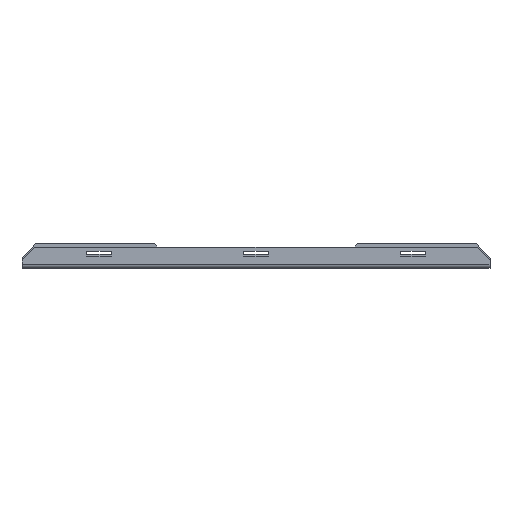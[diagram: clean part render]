
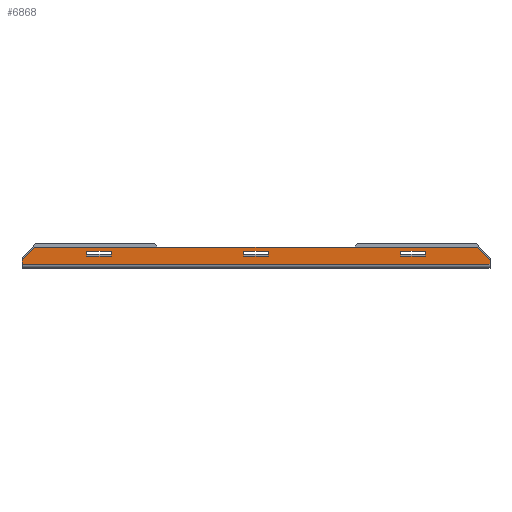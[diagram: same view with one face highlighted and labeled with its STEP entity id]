
A CAD part, front view. The second image highlights one B-rep face of the part: STEP entity #6868.
In plain terms, the highlighted planar face has unit normal (0, -1, 0).
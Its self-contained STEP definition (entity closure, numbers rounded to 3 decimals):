
#32=FACE_BOUND('',#542,.T.);
#33=FACE_BOUND('',#543,.T.);
#34=FACE_BOUND('',#544,.T.);
#202=FACE_OUTER_BOUND('',#541,.T.);
#541=EDGE_LOOP('',(#4723,#4724,#4725,#4726,#4727,#4728));
#542=EDGE_LOOP('',(#4729,#4730,#4731,#4732));
#543=EDGE_LOOP('',(#4733,#4734,#4735,#4736));
#544=EDGE_LOOP('',(#4737,#4738,#4739,#4740));
#991=LINE('',#9230,#1963);
#995=LINE('',#9239,#1967);
#1015=LINE('',#9277,#1987);
#1026=LINE('',#9299,#1998);
#1027=LINE('',#9302,#1999);
#1032=LINE('',#9312,#2004);
#1034=LINE('',#9316,#2006);
#1036=LINE('',#9320,#2008);
#1038=LINE('',#9323,#2010);
#1056=LINE('',#9360,#2028);
#1058=LINE('',#9364,#2030);
#1060=LINE('',#9368,#2032);
#1062=LINE('',#9371,#2034);
#1064=LINE('',#9376,#2036);
#1066=LINE('',#9380,#2038);
#1068=LINE('',#9384,#2040);
#1070=LINE('',#9387,#2042);
#1071=LINE('',#9389,#2043);
#1963=VECTOR('',#7553,10.);
#1967=VECTOR('',#7559,10.);
#1987=VECTOR('',#7583,10.);
#1998=VECTOR('',#7604,10.);
#1999=VECTOR('',#7607,1.939);
#2004=VECTOR('',#7618,10.);
#2006=VECTOR('',#7622,10.);
#2008=VECTOR('',#7626,10.);
#2010=VECTOR('',#7630,10.);
#2028=VECTOR('',#7666,10.);
#2030=VECTOR('',#7670,10.);
#2032=VECTOR('',#7674,10.);
#2034=VECTOR('',#7678,10.);
#2036=VECTOR('',#7682,10.);
#2038=VECTOR('',#7686,10.);
#2040=VECTOR('',#7690,10.);
#2042=VECTOR('',#7694,10.);
#2043=VECTOR('',#7697,10.);
#2933=VERTEX_POINT('',#9228);
#2934=VERTEX_POINT('',#9229);
#2937=VERTEX_POINT('',#9237);
#2938=VERTEX_POINT('',#9238);
#2960=VERTEX_POINT('',#9297);
#2961=VERTEX_POINT('',#9301);
#2962=VERTEX_POINT('',#9309);
#2963=VERTEX_POINT('',#9311);
#2964=VERTEX_POINT('',#9315);
#2965=VERTEX_POINT('',#9319);
#2974=VERTEX_POINT('',#9357);
#2975=VERTEX_POINT('',#9359);
#2976=VERTEX_POINT('',#9363);
#2977=VERTEX_POINT('',#9367);
#2978=VERTEX_POINT('',#9373);
#2979=VERTEX_POINT('',#9375);
#2980=VERTEX_POINT('',#9379);
#2981=VERTEX_POINT('',#9383);
#3583=EDGE_CURVE('',#2933,#2934,#991,.T.);
#3587=EDGE_CURVE('',#2937,#2938,#995,.T.);
#3607=EDGE_CURVE('',#2934,#2937,#1015,.T.);
#3618=EDGE_CURVE('',#2938,#2960,#1026,.T.);
#3619=EDGE_CURVE('',#2961,#2933,#1027,.T.);
#3624=EDGE_CURVE('',#2963,#2962,#1032,.T.);
#3626=EDGE_CURVE('',#2964,#2963,#1034,.T.);
#3628=EDGE_CURVE('',#2965,#2964,#1036,.T.);
#3630=EDGE_CURVE('',#2962,#2965,#1038,.T.);
#3648=EDGE_CURVE('',#2975,#2974,#1056,.T.);
#3650=EDGE_CURVE('',#2976,#2975,#1058,.T.);
#3652=EDGE_CURVE('',#2977,#2976,#1060,.T.);
#3654=EDGE_CURVE('',#2974,#2977,#1062,.T.);
#3656=EDGE_CURVE('',#2979,#2978,#1064,.T.);
#3658=EDGE_CURVE('',#2980,#2979,#1066,.T.);
#3660=EDGE_CURVE('',#2981,#2980,#1068,.T.);
#3662=EDGE_CURVE('',#2978,#2981,#1070,.T.);
#3663=EDGE_CURVE('',#2960,#2961,#1071,.T.);
#4723=ORIENTED_EDGE('',*,*,#3583,.T.);
#4724=ORIENTED_EDGE('',*,*,#3607,.T.);
#4725=ORIENTED_EDGE('',*,*,#3587,.T.);
#4726=ORIENTED_EDGE('',*,*,#3618,.T.);
#4727=ORIENTED_EDGE('',*,*,#3663,.T.);
#4728=ORIENTED_EDGE('',*,*,#3619,.T.);
#4729=ORIENTED_EDGE('',*,*,#3624,.T.);
#4730=ORIENTED_EDGE('',*,*,#3630,.T.);
#4731=ORIENTED_EDGE('',*,*,#3628,.T.);
#4732=ORIENTED_EDGE('',*,*,#3626,.T.);
#4733=ORIENTED_EDGE('',*,*,#3648,.T.);
#4734=ORIENTED_EDGE('',*,*,#3654,.T.);
#4735=ORIENTED_EDGE('',*,*,#3652,.T.);
#4736=ORIENTED_EDGE('',*,*,#3650,.T.);
#4737=ORIENTED_EDGE('',*,*,#3656,.T.);
#4738=ORIENTED_EDGE('',*,*,#3662,.T.);
#4739=ORIENTED_EDGE('',*,*,#3660,.T.);
#4740=ORIENTED_EDGE('',*,*,#3658,.T.);
#6536=PLANE('',#7220);
#6868=ADVANCED_FACE('',(#202,#32,#33,#34),#6536,.F.);
#7220=AXIS2_PLACEMENT_3D('',#9405,#7716,#7717);
#7553=DIRECTION('',(-0.683,0.,0.731));
#7559=DIRECTION('',(-0.683,0.,-0.731));
#7583=DIRECTION('',(-1.,0.,0.));
#7604=DIRECTION('',(0.,0.,-1.));
#7607=DIRECTION('',(0.,0.,1.));
#7618=DIRECTION('',(0.,0.,1.));
#7622=DIRECTION('',(-1.,0.,0.));
#7626=DIRECTION('',(0.,0.,-1.));
#7630=DIRECTION('',(1.,0.,0.));
#7666=DIRECTION('',(0.,0.,1.));
#7670=DIRECTION('',(-1.,0.,0.));
#7674=DIRECTION('',(0.,0.,-1.));
#7678=DIRECTION('',(1.,0.,0.));
#7682=DIRECTION('',(0.,0.,-1.));
#7686=DIRECTION('',(1.,0.,0.));
#7690=DIRECTION('',(0.,0.,1.));
#7694=DIRECTION('',(-1.,0.,0.));
#7697=DIRECTION('',(1.,0.,0.));
#7716=DIRECTION('center_axis',(0.,1.,0.));
#7717=DIRECTION('ref_axis',(1.,0.,0.));
#9228=CARTESIAN_POINT('',(287.25,-4.77,4.441));
#9229=CARTESIAN_POINT('',(279.25,-4.77,13.));
#9230=CARTESIAN_POINT('',(263.513,-4.77,29.836));
#9237=CARTESIAN_POINT('',(6.5,-4.77,13.));
#9238=CARTESIAN_POINT('',(-1.5,-4.77,4.441));
#9239=CARTESIAN_POINT('',(18.237,-4.77,25.557));
#9277=CARTESIAN_POINT('',(-1.5,-4.77,13.));
#9297=CARTESIAN_POINT('',(-1.5,-4.77,2.441));
#9299=CARTESIAN_POINT('',(-1.5,-4.77,2.441));
#9301=CARTESIAN_POINT('',(287.25,-4.77,2.441));
#9302=CARTESIAN_POINT('',(287.25,-4.77,-3.649));
#9309=CARTESIAN_POINT('',(232.25,-4.77,10.441));
#9311=CARTESIAN_POINT('',(232.25,-4.77,7.441));
#9312=CARTESIAN_POINT('',(232.25,-4.77,-21.971));
#9315=CARTESIAN_POINT('',(247.25,-4.77,7.441));
#9316=CARTESIAN_POINT('',(195.063,-4.77,7.441));
#9319=CARTESIAN_POINT('',(247.25,-4.77,10.441));
#9320=CARTESIAN_POINT('',(247.25,-4.77,-20.471));
#9323=CARTESIAN_POINT('',(187.563,-4.77,10.441));
#9357=CARTESIAN_POINT('',(38.5,-4.77,10.441));
#9359=CARTESIAN_POINT('',(38.5,-4.77,7.441));
#9360=CARTESIAN_POINT('',(38.5,-4.77,-21.971));
#9363=CARTESIAN_POINT('',(53.5,-4.77,7.441));
#9364=CARTESIAN_POINT('',(98.188,-4.77,7.441));
#9367=CARTESIAN_POINT('',(53.5,-4.77,10.441));
#9368=CARTESIAN_POINT('',(53.5,-4.77,-20.471));
#9371=CARTESIAN_POINT('',(90.688,-4.77,10.441));
#9373=CARTESIAN_POINT('',(150.375,-4.77,7.441));
#9375=CARTESIAN_POINT('',(150.375,-4.77,10.441));
#9376=CARTESIAN_POINT('',(150.375,-4.77,-20.471));
#9379=CARTESIAN_POINT('',(135.375,-4.77,10.441));
#9380=CARTESIAN_POINT('',(139.125,-4.77,10.441));
#9383=CARTESIAN_POINT('',(135.375,-4.77,7.441));
#9384=CARTESIAN_POINT('',(135.375,-4.77,-21.971));
#9387=CARTESIAN_POINT('',(146.625,-4.77,7.441));
#9389=CARTESIAN_POINT('',(142.875,-4.77,2.441));
#9405=CARTESIAN_POINT('Origin',(142.875,-4.77,-51.383));
